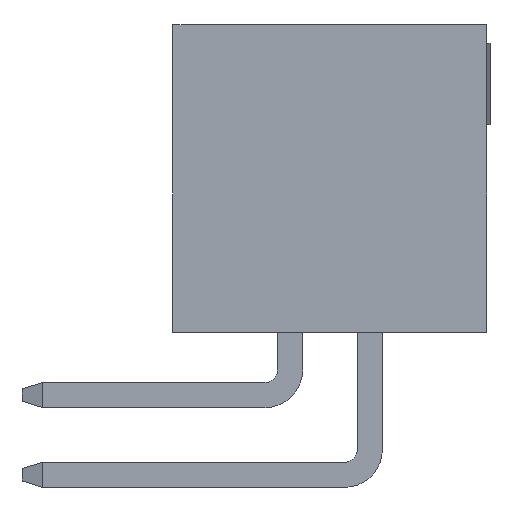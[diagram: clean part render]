
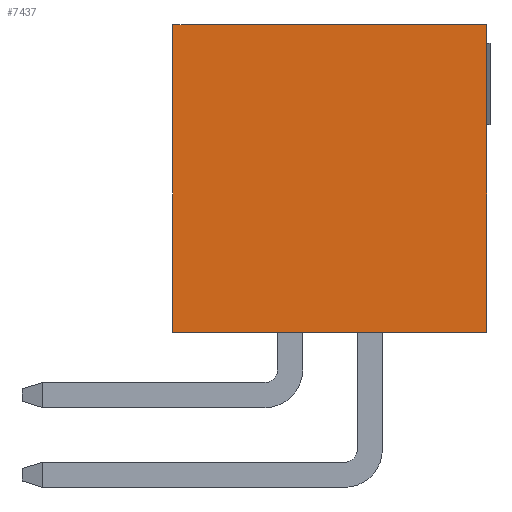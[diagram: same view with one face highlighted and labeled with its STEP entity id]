
A CAD part, left-side view. The second image highlights one B-rep face of the part: STEP entity #7437.
In plain terms, the highlighted planar face has unit normal (-1, 0, 0).
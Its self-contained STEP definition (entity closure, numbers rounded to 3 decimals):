
#1035=ORIENTED_EDGE('',*,*,#2149,.F.);
#1036=ORIENTED_EDGE('',*,*,#2132,.F.);
#1037=ORIENTED_EDGE('',*,*,#1761,.T.);
#1038=ORIENTED_EDGE('',*,*,#2288,.T.);
#1761=EDGE_CURVE('',#2578,#2577,#3101,.T.);
#2132=EDGE_CURVE('',#2578,#2838,#3472,.T.);
#2149=EDGE_CURVE('',#2838,#2845,#3489,.T.);
#2288=EDGE_CURVE('',#2577,#2845,#3628,.T.);
#2577=VERTEX_POINT('',#9348);
#2578=VERTEX_POINT('',#9350);
#2838=VERTEX_POINT('',#10081);
#2845=VERTEX_POINT('',#10106);
#3101=LINE('',#9349,#3909);
#3472=LINE('',#10080,#4280);
#3489=LINE('',#10105,#4297);
#3628=LINE('',#10381,#4436);
#3909=VECTOR('',#7915,1000.);
#4280=VECTOR('',#8486,1000.);
#4297=VECTOR('',#8505,1000.);
#4436=VECTOR('',#8714,1000.);
#4866=EDGE_LOOP('',(#1035,#1036,#1037,#1038));
#5166=FACE_BOUND('',#4866,.T.);
#5445=PLANE('',#7731);
#7437=ADVANCED_FACE('',(#5166),#5445,.T.);
#7731=AXIS2_PLACEMENT_3D('',#10382,#8715,#8716);
#7915=DIRECTION('',(0.,0.,1.));
#8486=DIRECTION('',(0.,1.,0.));
#8505=DIRECTION('',(0.,0.,1.));
#8714=DIRECTION('',(0.,1.,0.));
#8715=DIRECTION('',(-1.,0.,0.));
#8716=DIRECTION('',(0.,0.,1.));
#9348=CARTESIAN_POINT('',(-9.525,-2.5,2.45));
#9349=CARTESIAN_POINT('',(-9.525,-2.5,-2.45));
#9350=CARTESIAN_POINT('',(-9.525,-2.5,-2.45));
#10080=CARTESIAN_POINT('',(-9.525,-2.5,-2.45));
#10081=CARTESIAN_POINT('',(-9.525,2.5,-2.45));
#10105=CARTESIAN_POINT('',(-9.525,2.5,-2.45));
#10106=CARTESIAN_POINT('',(-9.525,2.5,2.45));
#10381=CARTESIAN_POINT('',(-9.525,-2.5,2.45));
#10382=CARTESIAN_POINT('',(-9.525,-2.5,-2.45));
